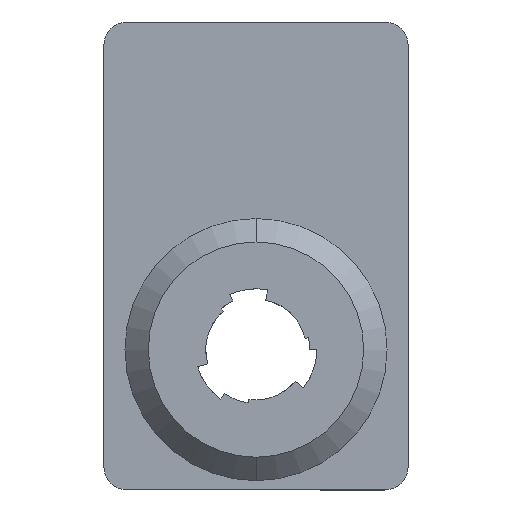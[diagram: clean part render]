
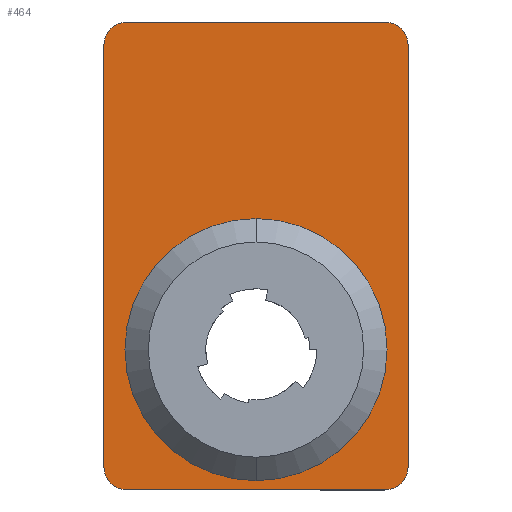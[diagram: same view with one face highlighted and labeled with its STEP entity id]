
A CAD part, front view. The second image highlights one B-rep face of the part: STEP entity #464.
In plain terms, the highlighted planar face has unit normal (0, -1, 0).
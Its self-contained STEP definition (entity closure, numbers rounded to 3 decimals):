
#34 = VERTEX_POINT ( 'NONE', #1442 ) ;
#48 = EDGE_CURVE ( 'NONE', #254, #943, #1357, .T. ) ;
#66 = CARTESIAN_POINT ( 'NONE',  ( -32.5, 0., -30. ) ) ;
#73 = ORIENTED_EDGE ( 'NONE', *, *, #1536, .T. ) ;
#77 = ORIENTED_EDGE ( 'NONE', *, *, #876, .T. ) ;
#125 = LINE ( 'NONE', #738, #148 ) ;
#132 = DIRECTION ( 'NONE',  ( 0., 0., -1. ) ) ;
#144 = DIRECTION ( 'NONE',  ( 0., 0., 1. ) ) ;
#148 = VECTOR ( 'NONE', #1329, 1000. ) ;
#153 = EDGE_CURVE ( 'NONE', #1143, #957, #402, .T. ) ;
#154 = CARTESIAN_POINT ( 'NONE',  ( 0., 0., 28. ) ) ;
#165 = CARTESIAN_POINT ( 'NONE',  ( -27.5, 0., -30. ) ) ;
#185 = CARTESIAN_POINT ( 'NONE',  ( 27.5, 0., -30. ) ) ;
#220 = DIRECTION ( 'NONE',  ( 0., 0., 1. ) ) ;
#222 = VERTEX_POINT ( 'NONE', #165 ) ;
#244 = CARTESIAN_POINT ( 'NONE',  ( -32.5, 0., -30. ) ) ;
#254 = VERTEX_POINT ( 'NONE', #185 ) ;
#257 = CIRCLE ( 'NONE', #1355, 28. ) ;
#319 = CARTESIAN_POINT ( 'NONE',  ( 0., 0., 0. ) ) ;
#361 = ORIENTED_EDGE ( 'NONE', *, *, #628, .F. ) ;
#377 = PLANE ( 'NONE',  #633 ) ;
#386 = VERTEX_POINT ( 'NONE', #1830 ) ;
#401 = DIRECTION ( 'NONE',  ( 0., 0., 1. ) ) ;
#402 = CIRCLE ( 'NONE', #1488, 5. ) ;
#420 = CIRCLE ( 'NONE', #1505, 5. ) ;
#431 = ORIENTED_EDGE ( 'NONE', *, *, #153, .T. ) ;
#464 = ADVANCED_FACE ( 'NONE', ( #1126, #1714 ), #377, .F. ) ;
#485 = CARTESIAN_POINT ( 'NONE',  ( -27.5, 0., 65. ) ) ;
#545 = VECTOR ( 'NONE', #679, 1000. ) ;
#628 = EDGE_CURVE ( 'NONE', #1250, #957, #125, .T. ) ;
#633 = AXIS2_PLACEMENT_3D ( 'NONE', #974, #1564, #220 ) ;
#636 = ORIENTED_EDGE ( 'NONE', *, *, #1009, .T. ) ;
#675 = CARTESIAN_POINT ( 'NONE',  ( 0., 0., 0. ) ) ;
#679 = DIRECTION ( 'NONE',  ( -1., 0., 0. ) ) ;
#685 = ORIENTED_EDGE ( 'NONE', *, *, #48, .T. ) ;
#705 = CARTESIAN_POINT ( 'NONE',  ( 27.5, 0., -25. ) ) ;
#738 = CARTESIAN_POINT ( 'NONE',  ( -32.5, 0., 70. ) ) ;
#759 = ORIENTED_EDGE ( 'NONE', *, *, #842, .F. ) ;
#767 = AXIS2_PLACEMENT_3D ( 'NONE', #705, #1301, #1898 ) ;
#778 = CIRCLE ( 'NONE', #1866, 5. ) ;
#803 = CARTESIAN_POINT ( 'NONE',  ( 32.5, 0., -25. ) ) ;
#842 = EDGE_CURVE ( 'NONE', #1143, #943, #892, .T. ) ;
#849 = DIRECTION ( 'NONE',  ( 0., 0., 1. ) ) ;
#876 = EDGE_CURVE ( 'NONE', #34, #1944, #1776, .T. ) ;
#892 = LINE ( 'NONE', #1480, #1719 ) ;
#901 = CARTESIAN_POINT ( 'NONE',  ( 27.5, 0., 65. ) ) ;
#919 = DIRECTION ( 'NONE',  ( 0., 1., 0. ) ) ;
#940 = AXIS2_PLACEMENT_3D ( 'NONE', #319, #919, #1507 ) ;
#943 = VERTEX_POINT ( 'NONE', #803 ) ;
#957 = VERTEX_POINT ( 'NONE', #1394 ) ;
#974 = CARTESIAN_POINT ( 'NONE',  ( 0., 0., 0. ) ) ;
#1009 = EDGE_CURVE ( 'NONE', #1944, #34, #257, .T. ) ;
#1033 = ORIENTED_EDGE ( 'NONE', *, *, #1073, .T. ) ;
#1073 = EDGE_CURVE ( 'NONE', #386, #222, #420, .T. ) ;
#1083 = DIRECTION ( 'NONE',  ( 0., -1., 0. ) ) ;
#1126 = FACE_BOUND ( 'NONE', #1330, .T. ) ;
#1143 = VERTEX_POINT ( 'NONE', #1597 ) ;
#1148 = CARTESIAN_POINT ( 'NONE',  ( -27.5, 0., -25. ) ) ;
#1250 = VERTEX_POINT ( 'NONE', #1637 ) ;
#1264 = EDGE_CURVE ( 'NONE', #386, #1322, #1584, .T. ) ;
#1271 = DIRECTION ( 'NONE',  ( 0., 1., 0. ) ) ;
#1301 = DIRECTION ( 'NONE',  ( 0., -1., 0. ) ) ;
#1322 = VERTEX_POINT ( 'NONE', #1903 ) ;
#1329 = DIRECTION ( 'NONE',  ( 1., 0., 0. ) ) ;
#1330 = EDGE_LOOP ( 'NONE', ( #636, #77 ) ) ;
#1333 = VECTOR ( 'NONE', #849, 1000. ) ;
#1355 = AXIS2_PLACEMENT_3D ( 'NONE', #675, #1271, #1865 ) ;
#1357 = CIRCLE ( 'NONE', #767, 5. ) ;
#1394 = CARTESIAN_POINT ( 'NONE',  ( 27.5, 0., 70. ) ) ;
#1421 = LINE ( 'NONE', #66, #545 ) ;
#1442 = CARTESIAN_POINT ( 'NONE',  ( 0., 0., -28. ) ) ;
#1480 = CARTESIAN_POINT ( 'NONE',  ( 32.5, 0., -30. ) ) ;
#1488 = AXIS2_PLACEMENT_3D ( 'NONE', #901, #1490, #144 ) ;
#1490 = DIRECTION ( 'NONE',  ( 0., -1., 0. ) ) ;
#1505 = AXIS2_PLACEMENT_3D ( 'NONE', #1148, #1737, #401 ) ;
#1507 = DIRECTION ( 'NONE',  ( 0., 0., 1. ) ) ;
#1536 = EDGE_CURVE ( 'NONE', #1250, #1322, #778, .T. ) ;
#1542 = EDGE_LOOP ( 'NONE', ( #361, #73, #1882, #1033, #1859, #685, #759, #431 ) ) ;
#1564 = DIRECTION ( 'NONE',  ( 0., 1., 0. ) ) ;
#1584 = LINE ( 'NONE', #244, #1333 ) ;
#1597 = CARTESIAN_POINT ( 'NONE',  ( 32.5, 0., 65. ) ) ;
#1637 = CARTESIAN_POINT ( 'NONE',  ( -27.5, 0., 70. ) ) ;
#1671 = DIRECTION ( 'NONE',  ( 0., 0., 1. ) ) ;
#1689 = EDGE_CURVE ( 'NONE', #254, #222, #1421, .T. ) ;
#1714 = FACE_OUTER_BOUND ( 'NONE', #1542, .T. ) ;
#1719 = VECTOR ( 'NONE', #132, 1000. ) ;
#1737 = DIRECTION ( 'NONE',  ( 0., -1., 0. ) ) ;
#1776 = CIRCLE ( 'NONE', #940, 28. ) ;
#1830 = CARTESIAN_POINT ( 'NONE',  ( -32.5, 0., -25. ) ) ;
#1859 = ORIENTED_EDGE ( 'NONE', *, *, #1689, .F. ) ;
#1865 = DIRECTION ( 'NONE',  ( 0., 0., 1. ) ) ;
#1866 = AXIS2_PLACEMENT_3D ( 'NONE', #485, #1083, #1671 ) ;
#1882 = ORIENTED_EDGE ( 'NONE', *, *, #1264, .F. ) ;
#1898 = DIRECTION ( 'NONE',  ( 0., 0., 1. ) ) ;
#1903 = CARTESIAN_POINT ( 'NONE',  ( -32.5, 0., 65. ) ) ;
#1944 = VERTEX_POINT ( 'NONE', #154 ) ;
